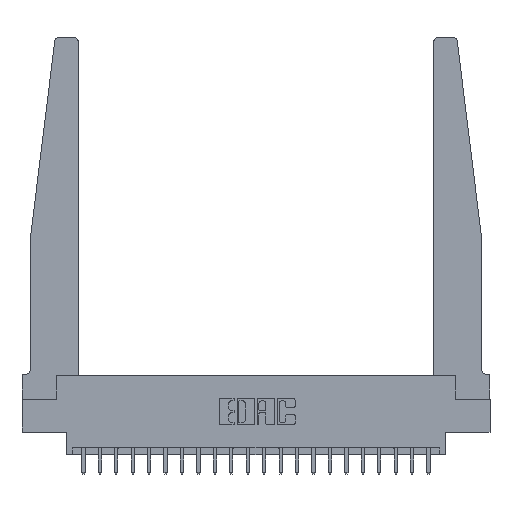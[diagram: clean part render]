
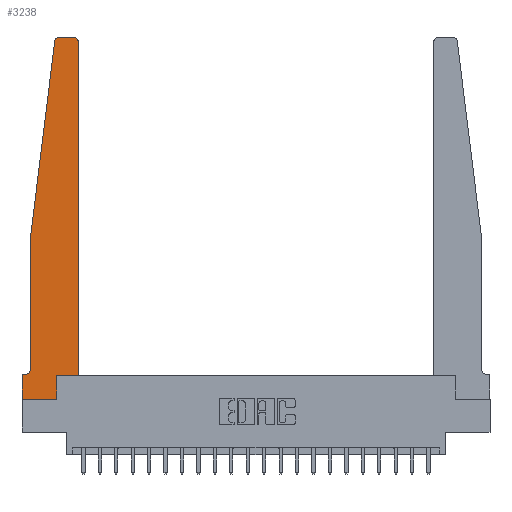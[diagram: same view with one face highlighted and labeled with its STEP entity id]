
A CAD part, top view. The second image highlights one B-rep face of the part: STEP entity #3238.
In plain terms, the highlighted planar face has unit normal (0, 0, 1).
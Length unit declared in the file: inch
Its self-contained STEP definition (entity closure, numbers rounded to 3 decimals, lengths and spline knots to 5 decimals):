
#24 = DIRECTION ( 'NONE',  ( 1., 0., 0. ) ) ;
#148 = ORIENTED_EDGE ( 'NONE', *, *, #808, .T. ) ;
#495 = VECTOR ( 'NONE', #22333, 39.37008 ) ;
#808 = EDGE_CURVE ( 'NONE', #15885, #22189, #6685, .T. ) ;
#1063 = CARTESIAN_POINT ( 'NONE',  ( 0.24675, 2.72367, 0.37 ) ) ;
#1207 = DIRECTION ( 'NONE',  ( 1., 0., 0. ) ) ;
#1656 = VECTOR ( 'NONE', #9854, 39.37008 ) ;
#2097 = LINE ( 'NONE', #12815, #13236 ) ;
#2268 = CIRCLE ( 'NONE', #4459, 0.05 ) ;
#2317 = DIRECTION ( 'NONE',  ( 0., 0., 1. ) ) ;
#3125 = ORIENTED_EDGE ( 'NONE', *, *, #15238, .T. ) ;
#3238 = ADVANCED_FACE ( 'NONE', ( #21795 ), #6268, .T. ) ;
#3391 = LINE ( 'NONE', #15514, #15383 ) ;
#4444 = VERTEX_POINT ( 'NONE', #5042 ) ;
#4459 = AXIS2_PLACEMENT_3D ( 'NONE', #14576, #5247, #19076 ) ;
#4530 = EDGE_CURVE ( 'NONE', #5952, #13681, #2097, .T. ) ;
#4655 = EDGE_CURVE ( 'NONE', #11481, #20919, #18050, .T. ) ;
#5042 = CARTESIAN_POINT ( 'NONE',  ( 0.27653, 2.75, 0.37 ) ) ;
#5247 = DIRECTION ( 'NONE',  ( 0., 0., -1. ) ) ;
#5564 = VERTEX_POINT ( 'NONE', #12877 ) ;
#5565 = CARTESIAN_POINT ( 'NONE',  ( 0., 0., 0.37 ) ) ;
#5597 = AXIS2_PLACEMENT_3D ( 'NONE', #20031, #13423, #1207 ) ;
#5952 = VERTEX_POINT ( 'NONE', #11354 ) ;
#6268 = PLANE ( 'NONE',  #10858 ) ;
#6419 = LINE ( 'NONE', #13306, #18567 ) ;
#6571 = VECTOR ( 'NONE', #9729, 39.37008 ) ;
#6581 = ORIENTED_EDGE ( 'NONE', *, *, #7531, .T. ) ;
#6662 = LINE ( 'NONE', #14943, #6571 ) ;
#6685 = LINE ( 'NONE', #11882, #495 ) ;
#7429 = VECTOR ( 'NONE', #12052, 39.37008 ) ;
#7531 = EDGE_CURVE ( 'NONE', #21972, #11481, #6419, .T. ) ;
#7803 = ORIENTED_EDGE ( 'NONE', *, *, #11654, .T. ) ;
#8325 = LINE ( 'NONE', #10359, #7429 ) ;
#8372 = VERTEX_POINT ( 'NONE', #12016 ) ;
#8385 = CIRCLE ( 'NONE', #19619, 0.03 ) ;
#8629 = ORIENTED_EDGE ( 'NONE', *, *, #11200, .T. ) ;
#9214 = DIRECTION ( 'NONE',  ( 1., 0., 0. ) ) ;
#9227 = ORIENTED_EDGE ( 'NONE', *, *, #15827, .T. ) ;
#9478 = VECTOR ( 'NONE', #24, 39.37008 ) ;
#9573 = VERTEX_POINT ( 'NONE', #16920 ) ;
#9690 = DIRECTION ( 'NONE',  ( 0., 0., 1. ) ) ;
#9729 = DIRECTION ( 'NONE',  ( 0., -1., 0. ) ) ;
#9765 = CARTESIAN_POINT ( 'NONE',  ( 0.065, 0.2375, 0.37 ) ) ;
#9854 = DIRECTION ( 'NONE',  ( 0., -1., 0. ) ) ;
#10194 = EDGE_CURVE ( 'NONE', #20919, #8372, #2268, .T. ) ;
#10315 = VECTOR ( 'NONE', #12002, 39.37008 ) ;
#10359 = CARTESIAN_POINT ( 'NONE',  ( 0.065, 0.1875, 0.37 ) ) ;
#10464 = ORIENTED_EDGE ( 'NONE', *, *, #10194, .T. ) ;
#10858 = AXIS2_PLACEMENT_3D ( 'NONE', #13163, #2317, #9214 ) ;
#11200 = EDGE_CURVE ( 'NONE', #22189, #5952, #15433, .T. ) ;
#11354 = CARTESIAN_POINT ( 'NONE',  ( 0.425, 0.18, 0.37 ) ) ;
#11481 = VERTEX_POINT ( 'NONE', #19742 ) ;
#11654 = EDGE_CURVE ( 'NONE', #4444, #21972, #8385, .T. ) ;
#11882 = CARTESIAN_POINT ( 'NONE',  ( 0.2605, 0.18, 0.37 ) ) ;
#11896 = EDGE_CURVE ( 'NONE', #9573, #19306, #6662, .T. ) ;
#12002 = DIRECTION ( 'NONE',  ( 1., 0., 0. ) ) ;
#12016 = CARTESIAN_POINT ( 'NONE',  ( 0.015, 0.1875, 0.37 ) ) ;
#12052 = DIRECTION ( 'NONE',  ( -1., 0., 0. ) ) ;
#12607 = DIRECTION ( 'NONE',  ( 0., 1., 0. ) ) ;
#12815 = CARTESIAN_POINT ( 'NONE',  ( 0.425, 0.18, 0.37 ) ) ;
#12869 = CARTESIAN_POINT ( 'NONE',  ( 0.27653, 2.72, 0.37 ) ) ;
#12877 = CARTESIAN_POINT ( 'NONE',  ( 0.395, 2.75, 0.37 ) ) ;
#12997 = CARTESIAN_POINT ( 'NONE',  ( 0.425, 2.72, 0.37 ) ) ;
#13163 = CARTESIAN_POINT ( 'NONE',  ( 0., 0.1875, 0.37 ) ) ;
#13236 = VECTOR ( 'NONE', #12607, 39.37008 ) ;
#13306 = CARTESIAN_POINT ( 'NONE',  ( 0.065, 1.25, 0.37 ) ) ;
#13423 = DIRECTION ( 'NONE',  ( 0., 0., 1. ) ) ;
#13629 = CARTESIAN_POINT ( 'NONE',  ( 0.2605, 0.18, 0.37 ) ) ;
#13663 = ORIENTED_EDGE ( 'NONE', *, *, #4530, .T. ) ;
#13681 = VERTEX_POINT ( 'NONE', #12997 ) ;
#14576 = CARTESIAN_POINT ( 'NONE',  ( 0.015, 0.2375, 0.37 ) ) ;
#14683 = ORIENTED_EDGE ( 'NONE', *, *, #4655, .T. ) ;
#14943 = CARTESIAN_POINT ( 'NONE',  ( 0., 0., 0.37 ) ) ;
#15238 = EDGE_CURVE ( 'NONE', #13681, #5564, #20818, .T. ) ;
#15383 = VECTOR ( 'NONE', #21096, 39.37008 ) ;
#15433 = LINE ( 'NONE', #15544, #9478 ) ;
#15514 = CARTESIAN_POINT ( 'NONE',  ( 0.25, 2.75, 0.37 ) ) ;
#15544 = CARTESIAN_POINT ( 'NONE',  ( 0.425, 0.18, 0.37 ) ) ;
#15827 = EDGE_CURVE ( 'NONE', #8372, #9573, #8325, .T. ) ;
#15842 = ORIENTED_EDGE ( 'NONE', *, *, #16272, .T. ) ;
#15885 = VERTEX_POINT ( 'NONE', #18639 ) ;
#16272 = EDGE_CURVE ( 'NONE', #19306, #15885, #17342, .T. ) ;
#16306 = EDGE_CURVE ( 'NONE', #5564, #4444, #3391, .T. ) ;
#16547 = CARTESIAN_POINT ( 'NONE',  ( 0.065, 1.25, 0.37 ) ) ;
#16920 = CARTESIAN_POINT ( 'NONE',  ( 0., 0.1875, 0.37 ) ) ;
#17342 = LINE ( 'NONE', #5565, #10315 ) ;
#18050 = LINE ( 'NONE', #16547, #1656 ) ;
#18472 = ORIENTED_EDGE ( 'NONE', *, *, #11896, .T. ) ;
#18527 = DIRECTION ( 'NONE',  ( -0.122, -0.992, 0. ) ) ;
#18567 = VECTOR ( 'NONE', #18527, 39.37008 ) ;
#18639 = CARTESIAN_POINT ( 'NONE',  ( 0.2605, 0., 0.37 ) ) ;
#18659 = ORIENTED_EDGE ( 'NONE', *, *, #16306, .T. ) ;
#19076 = DIRECTION ( 'NONE',  ( -1., 0., 0. ) ) ;
#19306 = VERTEX_POINT ( 'NONE', #19398 ) ;
#19398 = CARTESIAN_POINT ( 'NONE',  ( 0., 0., 0.37 ) ) ;
#19619 = AXIS2_PLACEMENT_3D ( 'NONE', #12869, #9690, #20037 ) ;
#19742 = CARTESIAN_POINT ( 'NONE',  ( 0.065, 1.25, 0.37 ) ) ;
#20031 = CARTESIAN_POINT ( 'NONE',  ( 0.395, 2.72, 0.37 ) ) ;
#20037 = DIRECTION ( 'NONE',  ( 1., 0., 0. ) ) ;
#20818 = CIRCLE ( 'NONE', #5597, 0.03 ) ;
#20919 = VERTEX_POINT ( 'NONE', #9765 ) ;
#21096 = DIRECTION ( 'NONE',  ( -1., 0., 0. ) ) ;
#21795 = FACE_OUTER_BOUND ( 'NONE', #21959, .T. ) ;
#21959 = EDGE_LOOP ( 'NONE', ( #18659, #7803, #6581, #14683, #10464, #9227, #18472, #15842, #148, #8629, #13663, #3125 ) ) ;
#21972 = VERTEX_POINT ( 'NONE', #1063 ) ;
#22189 = VERTEX_POINT ( 'NONE', #13629 ) ;
#22333 = DIRECTION ( 'NONE',  ( 0., 1., 0. ) ) ;
